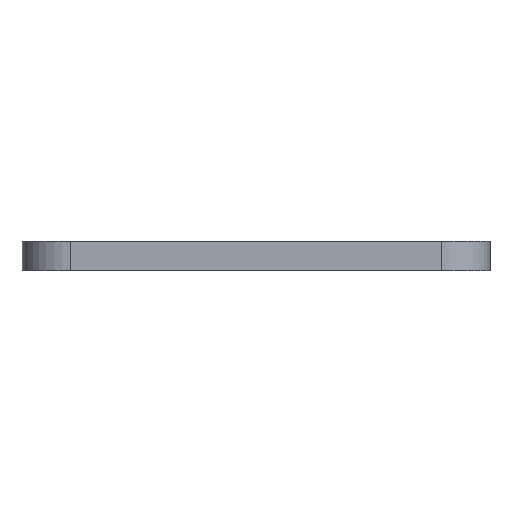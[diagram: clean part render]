
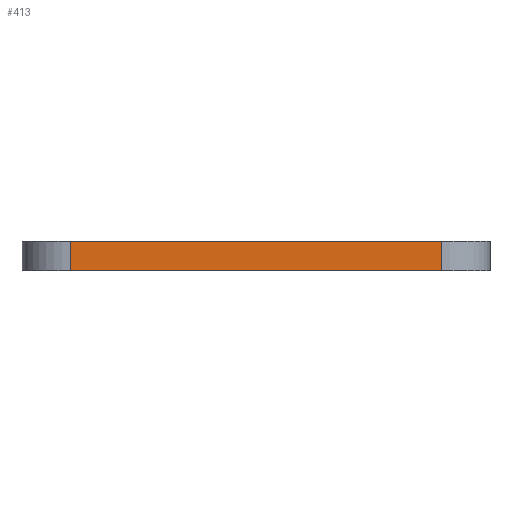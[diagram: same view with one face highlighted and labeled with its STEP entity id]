
A CAD part, left-side view. The second image highlights one B-rep face of the part: STEP entity #413.
In plain terms, the highlighted planar face has unit normal (-1, 0, 0).
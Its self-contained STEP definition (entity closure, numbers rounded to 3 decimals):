
#9 = LINE ( 'NONE', #975, #265 ) ;
#11 = CARTESIAN_POINT ( 'NONE',  ( -87.5, -10., 0. ) ) ;
#133 = CARTESIAN_POINT ( 'NONE',  ( -87.5, 0., 6. ) ) ;
#172 = CARTESIAN_POINT ( 'NONE',  ( -87.5, -86.5, 0. ) ) ;
#175 = VECTOR ( 'NONE', #910, 1000. ) ;
#181 = AXIS2_PLACEMENT_3D ( 'NONE', #183, #711, #629 ) ;
#183 = CARTESIAN_POINT ( 'NONE',  ( -87.5, 0., 6. ) ) ;
#265 = VECTOR ( 'NONE', #299, 1000. ) ;
#299 = DIRECTION ( 'NONE',  ( 0., -1., 0. ) ) ;
#312 = CARTESIAN_POINT ( 'NONE',  ( -87.5, -86.5, 6. ) ) ;
#314 = VERTEX_POINT ( 'NONE', #172 ) ;
#397 = ORIENTED_EDGE ( 'NONE', *, *, #1335, .F. ) ;
#413 = ADVANCED_FACE ( 'NONE', ( #1360 ), #890, .F. ) ;
#513 = CARTESIAN_POINT ( 'NONE',  ( -87.5, -10., 6. ) ) ;
#597 = EDGE_CURVE ( 'NONE', #314, #662, #1252, .T. ) ;
#629 = DIRECTION ( 'NONE',  ( 0., 1., 0. ) ) ;
#662 = VERTEX_POINT ( 'NONE', #312 ) ;
#670 = ORIENTED_EDGE ( 'NONE', *, *, #597, .T. ) ;
#711 = DIRECTION ( 'NONE',  ( 1., 0., 0. ) ) ;
#742 = CARTESIAN_POINT ( 'NONE',  ( -87.5, -86.5, 6. ) ) ;
#766 = ORIENTED_EDGE ( 'NONE', *, *, #939, .T. ) ;
#886 = LINE ( 'NONE', #133, #1300 ) ;
#890 = PLANE ( 'NONE',  #181 ) ;
#893 = VERTEX_POINT ( 'NONE', #1036 ) ;
#910 = DIRECTION ( 'NONE',  ( 0., 0., 1. ) ) ;
#913 = LINE ( 'NONE', #513, #1190 ) ;
#931 = ORIENTED_EDGE ( 'NONE', *, *, #1026, .T. ) ;
#939 = EDGE_CURVE ( 'NONE', #1172, #314, #9, .T. ) ;
#975 = CARTESIAN_POINT ( 'NONE',  ( -87.5, 0., 0. ) ) ;
#1026 = EDGE_CURVE ( 'NONE', #893, #1172, #913, .T. ) ;
#1036 = CARTESIAN_POINT ( 'NONE',  ( -87.5, -10., 6. ) ) ;
#1089 = EDGE_LOOP ( 'NONE', ( #766, #670, #397, #931 ) ) ;
#1172 = VERTEX_POINT ( 'NONE', #11 ) ;
#1185 = DIRECTION ( 'NONE',  ( 0., -1., 0. ) ) ;
#1190 = VECTOR ( 'NONE', #1247, 1000. ) ;
#1247 = DIRECTION ( 'NONE',  ( 0., 0., -1. ) ) ;
#1252 = LINE ( 'NONE', #742, #175 ) ;
#1300 = VECTOR ( 'NONE', #1185, 1000. ) ;
#1335 = EDGE_CURVE ( 'NONE', #893, #662, #886, .T. ) ;
#1360 = FACE_OUTER_BOUND ( 'NONE', #1089, .T. ) ;
